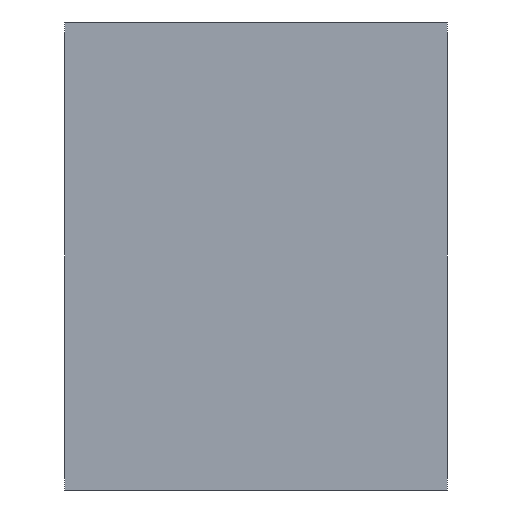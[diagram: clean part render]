
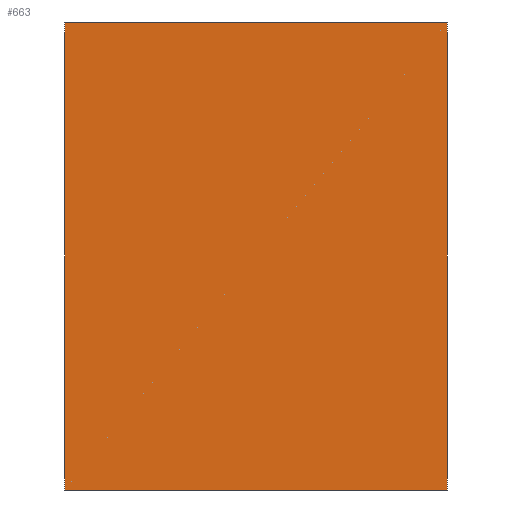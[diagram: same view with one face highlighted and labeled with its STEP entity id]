
A CAD part, left-side view. The second image highlights one B-rep face of the part: STEP entity #663.
In plain terms, the highlighted planar face has unit normal (-1, 0, 0).
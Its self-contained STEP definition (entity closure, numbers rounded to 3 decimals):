
#30=FACE_OUTER_BOUND('',#68,.T.);
#68=EDGE_LOOP('',(#454,#455,#456,#457));
#117=LINE('',#947,#201);
#122=LINE('',#957,#206);
#125=LINE('',#963,#209);
#126=LINE('',#964,#210);
#201=VECTOR('',#778,0.55);
#206=VECTOR('',#787,0.45);
#209=VECTOR('',#792,0.45);
#210=VECTOR('',#793,0.55);
#278=VERTEX_POINT('',#944);
#279=VERTEX_POINT('',#946);
#282=VERTEX_POINT('',#956);
#284=VERTEX_POINT('',#962);
#341=EDGE_CURVE('',#279,#278,#117,.T.);
#346=EDGE_CURVE('',#279,#282,#122,.T.);
#349=EDGE_CURVE('',#284,#278,#125,.T.);
#350=EDGE_CURVE('',#282,#284,#126,.T.);
#454=ORIENTED_EDGE('',*,*,#349,.F.);
#455=ORIENTED_EDGE('',*,*,#350,.F.);
#456=ORIENTED_EDGE('',*,*,#346,.F.);
#457=ORIENTED_EDGE('',*,*,#341,.T.);
#582=PLANE('',#707);
#663=ADVANCED_FACE('',(#30),#582,.T.);
#707=AXIS2_PLACEMENT_3D('',#961,#790,#791);
#778=DIRECTION('',(0.,0.,1.));
#787=DIRECTION('',(0.,1.,0.));
#790=DIRECTION('center_axis',(-1.,0.,0.));
#791=DIRECTION('ref_axis',(0.,-1.,0.));
#792=DIRECTION('',(0.,-1.,0.));
#793=DIRECTION('',(0.,0.,1.));
#944=CARTESIAN_POINT('',(-0.014,-0.014,0.536));
#946=CARTESIAN_POINT('',(-0.014,-0.014,-0.014));
#947=CARTESIAN_POINT('',(-0.014,-0.014,0.522));
#956=CARTESIAN_POINT('',(-0.014,0.436,-0.014));
#957=CARTESIAN_POINT('',(-0.014,0.,-0.014));
#961=CARTESIAN_POINT('Origin',(-0.014,0.436,0.522));
#962=CARTESIAN_POINT('',(-0.014,0.436,0.536));
#963=CARTESIAN_POINT('',(-0.014,0.436,0.536));
#964=CARTESIAN_POINT('',(-0.014,0.436,0.522));
